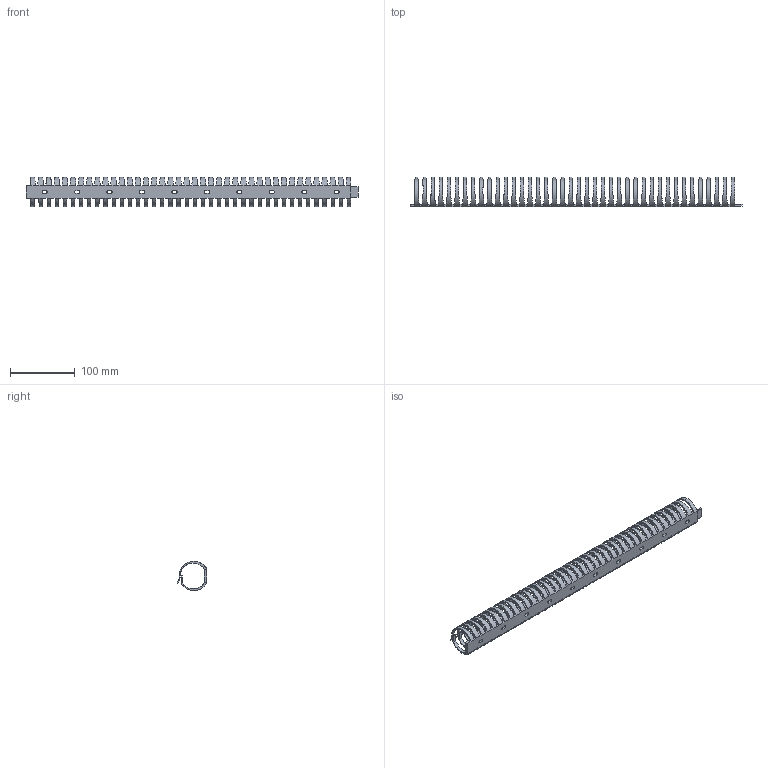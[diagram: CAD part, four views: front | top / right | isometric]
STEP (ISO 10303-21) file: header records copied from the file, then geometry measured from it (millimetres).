
FILE_DESCRIPTION((''),'2;1');
FILE_NAME('VK-FLEX40','2022-08-30T08:28:34',('buserr'),(''),'CREO PARAMETRIC BY PTC INC, 2022024','CREO PARAMETRIC BY PTC INC, 2022024','');
FILE_SCHEMA(('AUTOMOTIVE_DESIGN { 1 0 10303 214 1 1 1 1 }'));
Length unit declared in the file: millimetre
Products named in the file (1): VK-FLEX40
Bounding box: 511.5 x 46.07 x 45 mm (x, y, z)
Volume: 99049.5 mm3; surface area: 99436.7 mm2
Topology: 1 solids, 3 shells, 876 faces, 2294 edges, 1422 vertices
Faces by surface type: plane 597, cylinder 269, bspline 10
Entity records: 43262 total; most frequent: CARTESIAN_POINT 16138, ORIENTED_EDGE 4254, DIRECTION 3458, PRESENTATION_STYLE_ASSIGNMENT 2299, STYLED_ITEM 2299, CURVE_STYLE 2297, EDGE_CURVE 2134, VECTOR 1437
